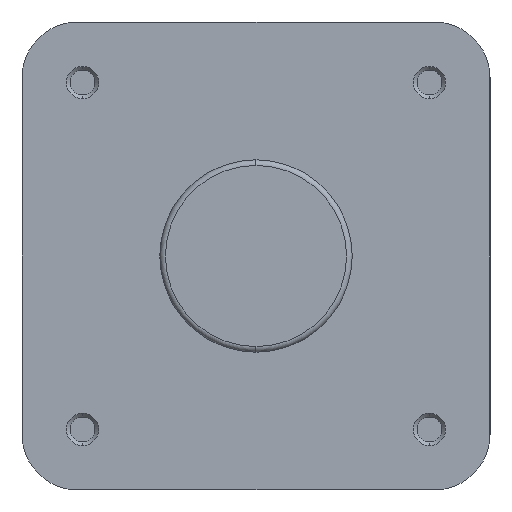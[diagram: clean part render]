
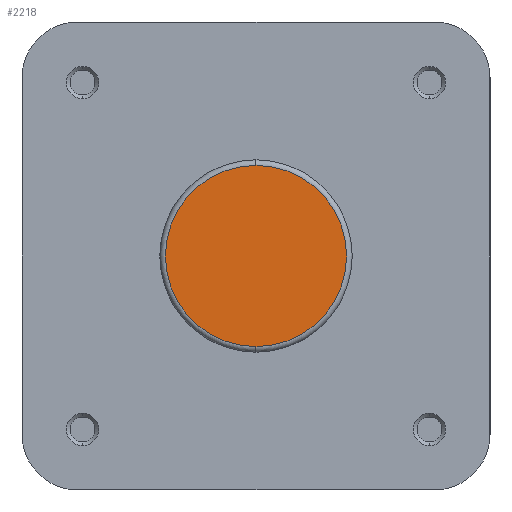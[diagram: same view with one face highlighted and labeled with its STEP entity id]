
A CAD part, left-side view. The second image highlights one B-rep face of the part: STEP entity #2218.
In plain terms, the highlighted planar face has unit normal (-1, 0, 0).
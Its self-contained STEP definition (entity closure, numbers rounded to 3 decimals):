
#76 = EDGE_CURVE ( 'NONE', #5917, #6089, #951, .T. ) ;
#441 = DIRECTION ( 'NONE',  ( 0., 0., -1. ) ) ;
#452 = DIRECTION ( 'NONE',  ( -1., 0., 0. ) ) ;
#547 = CARTESIAN_POINT ( 'NONE',  ( 0., 0., 0. ) ) ;
#717 = EDGE_LOOP ( 'NONE', ( #2513, #2688 ) ) ;
#951 = CIRCLE ( 'NONE', #2569, 24.4 ) ;
#1422 = FACE_OUTER_BOUND ( 'NONE', #717, .T. ) ;
#2218 = ADVANCED_FACE ( 'NONE', ( #1422 ), #3914, .F. ) ;
#2513 = ORIENTED_EDGE ( 'NONE', *, *, #6231, .T. ) ;
#2569 = AXIS2_PLACEMENT_3D ( 'NONE', #547, #452, #441 ) ;
#2688 = ORIENTED_EDGE ( 'NONE', *, *, #76, .T. ) ;
#2726 = AXIS2_PLACEMENT_3D ( 'NONE', #3913, #3916, #3917 ) ;
#3320 = AXIS2_PLACEMENT_3D ( 'NONE', #5732, #5740, #5741 ) ;
#3913 = CARTESIAN_POINT ( 'NONE',  ( 0., 0., 0. ) ) ;
#3914 = PLANE ( 'NONE',  #2726 ) ;
#3916 = DIRECTION ( 'NONE',  ( 1., 0., 0. ) ) ;
#3917 = DIRECTION ( 'NONE',  ( 0., 0., -1. ) ) ;
#5052 = CIRCLE ( 'NONE', #3320, 24.4 ) ;
#5418 = CARTESIAN_POINT ( 'NONE',  ( 0., 0., 24.4 ) ) ;
#5587 = CARTESIAN_POINT ( 'NONE',  ( 0., 0., -24.4 ) ) ;
#5732 = CARTESIAN_POINT ( 'NONE',  ( 0., 0., 0. ) ) ;
#5740 = DIRECTION ( 'NONE',  ( -1., 0., 0. ) ) ;
#5741 = DIRECTION ( 'NONE',  ( 0., 0., -1. ) ) ;
#5917 = VERTEX_POINT ( 'NONE', #5418 ) ;
#6089 = VERTEX_POINT ( 'NONE', #5587 ) ;
#6231 = EDGE_CURVE ( 'NONE', #6089, #5917, #5052, .T. ) ;
